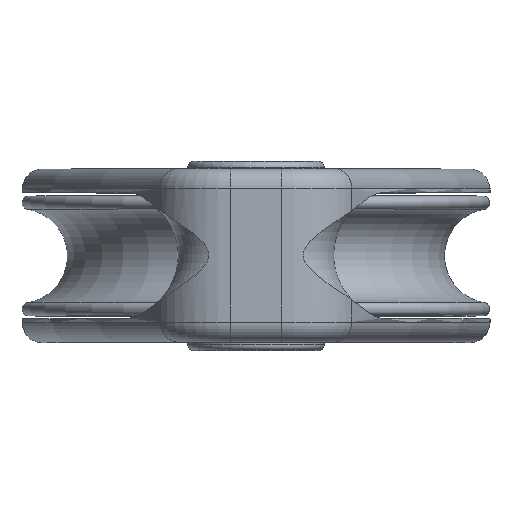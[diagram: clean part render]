
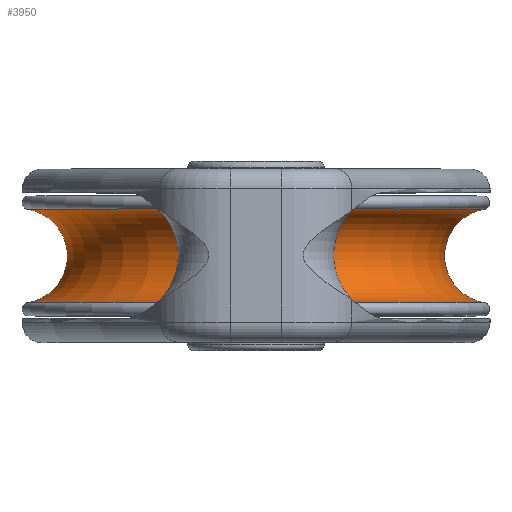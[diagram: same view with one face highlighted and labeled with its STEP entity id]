
A CAD part, top view. The second image highlights one B-rep face of the part: STEP entity #3950.
In plain terms, the highlighted toroidal (fillet/blend) face has major radius 30 mm and minor radius 6 mm.
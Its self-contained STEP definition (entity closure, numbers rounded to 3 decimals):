
#800=FACE_OUTER_BOUND('',#1060,.T.);
#1060=EDGE_LOOP('',(#3534,#3535,#3536,#3537));
#1443=CIRCLE('',#4507,29.041);
#1445=CIRCLE('',#4510,6.);
#1446=CIRCLE('',#4511,29.041);
#1831=VERTEX_POINT('',#7413);
#1832=VERTEX_POINT('',#7417);
#2406=EDGE_CURVE('',#1831,#1831,#1443,.T.);
#2408=EDGE_CURVE('',#1831,#1832,#1445,.T.);
#2409=EDGE_CURVE('',#1832,#1832,#1446,.T.);
#3534=ORIENTED_EDGE('',*,*,#2406,.T.);
#3535=ORIENTED_EDGE('',*,*,#2408,.T.);
#3536=ORIENTED_EDGE('',*,*,#2409,.F.);
#3537=ORIENTED_EDGE('',*,*,#2408,.F.);
#3736=TOROIDAL_SURFACE('',#4509,30.,6.);
#3950=ADVANCED_FACE('',(#800),#3736,.F.);
#4507=AXIS2_PLACEMENT_3D('',#7414,#5767,#5768);
#4509=AXIS2_PLACEMENT_3D('',#7416,#5771,#5772);
#4510=AXIS2_PLACEMENT_3D('',#7418,#5773,#5774);
#4511=AXIS2_PLACEMENT_3D('',#7419,#5775,#5776);
#5767=DIRECTION('center_axis',(0.,-1.,0.));
#5768=DIRECTION('ref_axis',(-0.91,0.,-0.415));
#5771=DIRECTION('center_axis',(0.,-1.,0.));
#5772=DIRECTION('ref_axis',(0.91,0.,0.415));
#5773=DIRECTION('center_axis',(0.415,0.,
-0.91));
#5774=DIRECTION('ref_axis',(-0.91,0.,-0.415));
#5775=DIRECTION('center_axis',(0.,-1.,0.));
#5776=DIRECTION('ref_axis',(-0.91,0.,-0.415));
#7413=CARTESIAN_POINT('',(-26.423,5.923,-22.049));
#7414=CARTESIAN_POINT('Origin',(0.,5.923,-10.));
#7416=CARTESIAN_POINT('Origin',(0.,0.,
-10.));
#7417=CARTESIAN_POINT('',(-26.423,-5.923,-22.049));
#7418=CARTESIAN_POINT('Origin',(-27.296,0.,
-22.447));
#7419=CARTESIAN_POINT('Origin',(0.,-5.923,
-10.));
